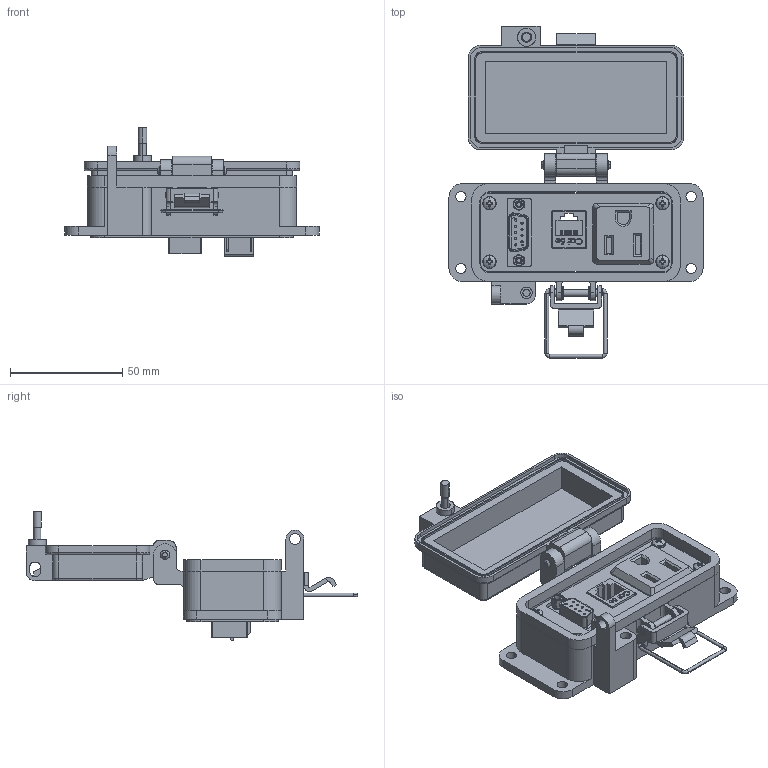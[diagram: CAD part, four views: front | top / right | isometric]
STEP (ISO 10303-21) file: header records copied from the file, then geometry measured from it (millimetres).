
FILE_DESCRIPTION (( 'STEP AP203' ), '1' );
FILE_NAME ('P-Q3R2-F3R0_3D.STEP', '2021-03-05T16:43:41', ( '' ), ( '' ), 'SwSTEP 2.0', 'SolidWorks 2019', '' );
FILE_SCHEMA (( 'CONFIG_CONTROL_DESIGN' ));
Length unit declared in the file: millimetre
Products named in the file (13): Q3; P-Q3R2-F3R0_BP240_1; P-Q3R2-F3R0_3D; P-Q3R2-F3R0_TP060_1; 92005A124_METRIC PAN HEAD PHILLIPS MACHINE SCREW_92005A124; Z-200-OTLT-R0SQ; Z-H-F3_B; R; Z-000-4243316TFP; Z-300-RJ45CAT5; -F3; P-Q3R2-F3R0_FP060_1; R2
Assembly tree (19 placements, depth 3):
  P-Q3R2-F3R0_3D
    P-Q3R2-F3R0_BP240_1
    P-Q3R2-F3R0_TP060_1
    Z-000-4243316TFP  x5
    Q3
    P-Q3R2-F3R0_FP060_1
    R2
      Z-300-RJ45CAT5
    R
      Z-200-OTLT-R0SQ
    -F3
      Z-H-F3_B
    92005A124_METRIC PAN HEAD PHILLIPS MACHINE SCREW_92005A124  x4
Bounding box: 113 x 147.61 x 57.27 mm (x, y, z)
Volume: 98337.1 mm3; surface area: 77304.5 mm2
Topology: 31 solids, 31 shells, 2661 faces, 7316 edges, 4804 vertices
Faces by surface type: cylinder 1063, plane 1025, bspline 399, cone 150, torus 16, sphere 8
Entity records: 75425 total; most frequent: CARTESIAN_POINT 29227, ORIENTED_EDGE 10132, DIRECTION 7967, EDGE_CURVE 5066, VERTEX_POINT 3317, LINE 3035, VECTOR 3035, AXIS2_PLACEMENT_3D 2466
